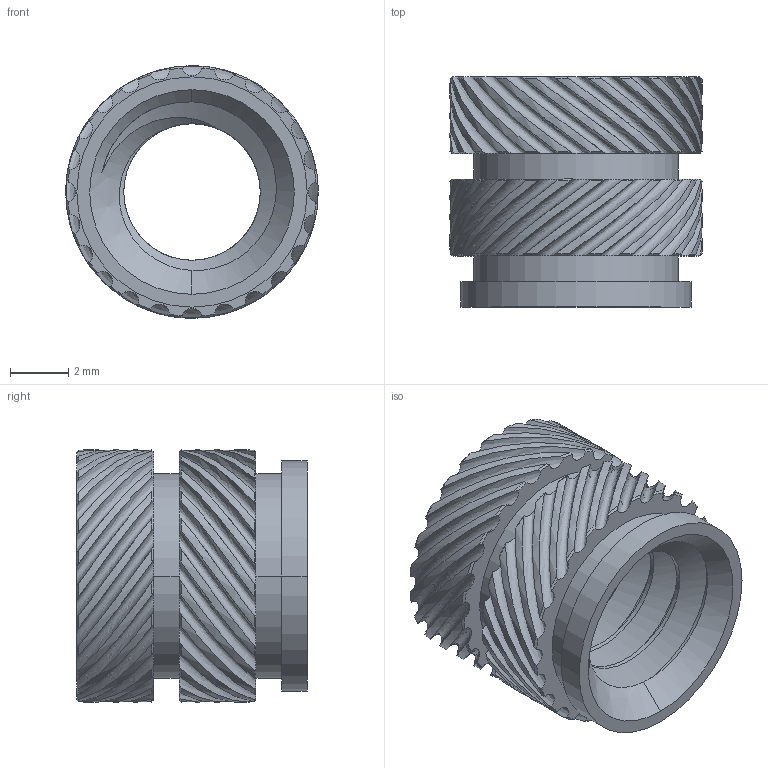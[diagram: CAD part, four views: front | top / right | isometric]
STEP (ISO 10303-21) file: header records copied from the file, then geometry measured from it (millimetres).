
FILE_DESCRIPTION (( 'STEP AP203' ), '1' );
FILE_NAME ('94459A370.STEP', '2018-05-15T13:59:26', ( '' ), ( '' ), 'SwSTEP 2.0', 'SolidWorks 2014', '' );
FILE_SCHEMA (( 'CONFIG_CONTROL_DESIGN' ));
Length unit declared in the file: inch
Products named in the file (1): 94459A370
Bounding box: 8.69 x 7.92 x 8.69 mm (x, y, z)
Volume: 196 mm3; surface area: 617.8 mm2
Topology: 1 solids, 1 shells, 230 faces, 675 edges, 451 vertices
Faces by surface type: cone 101, cylinder 72, bspline 51, plane 6
Entity records: 15497 total; most frequent: CARTESIAN_POINT 10187, ORIENTED_EDGE 1350, DIRECTION 904, EDGE_CURVE 675, VERTEX_POINT 451, AXIS2_PLACEMENT_3D 438, CIRCLE 258, EDGE_LOOP 236
